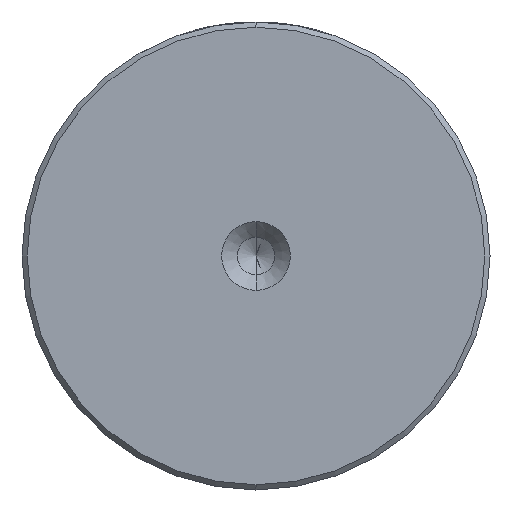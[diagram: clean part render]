
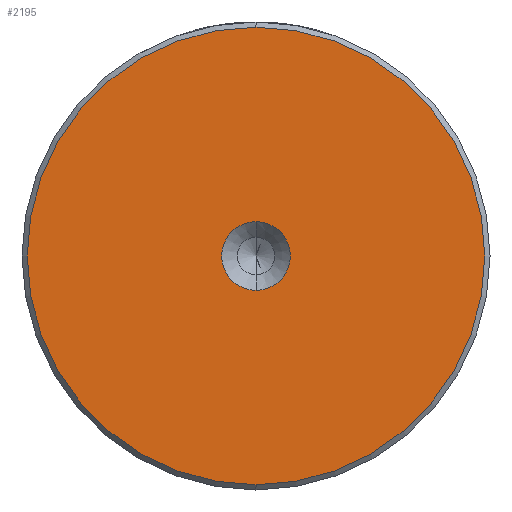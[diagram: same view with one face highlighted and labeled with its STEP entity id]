
A CAD part, left-side view. The second image highlights one B-rep face of the part: STEP entity #2195.
In plain terms, the highlighted planar face has unit normal (-1, 0, 0).
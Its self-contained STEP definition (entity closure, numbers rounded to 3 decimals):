
#5 = DIRECTION ( 'NONE',  ( 0., 0., 1. ) ) ;
#17 = DIRECTION ( 'NONE',  ( -1., 0., 0. ) ) ;
#75 = EDGE_LOOP ( 'NONE', ( #1512, #715 ) ) ;
#138 = AXIS2_PLACEMENT_3D ( 'NONE', #1176, #1156, #941 ) ;
#211 = DIRECTION ( 'NONE',  ( -1., 0., 0. ) ) ;
#327 = VERTEX_POINT ( 'NONE', #2833 ) ;
#333 = CARTESIAN_POINT ( 'NONE',  ( 0., 0., 0. ) ) ;
#522 = CIRCLE ( 'NONE', #138, 22. ) ;
#554 = EDGE_CURVE ( 'NONE', #1034, #1218, #522, .T. ) ;
#564 = DIRECTION ( 'NONE',  ( 0., 0., 1. ) ) ;
#715 = ORIENTED_EDGE ( 'NONE', *, *, #2576, .T. ) ;
#786 = CIRCLE ( 'NONE', #1610, 3.3 ) ;
#843 = AXIS2_PLACEMENT_3D ( 'NONE', #2788, #17, #1619 ) ;
#941 = DIRECTION ( 'NONE',  ( 0., 0., 1. ) ) ;
#1034 = VERTEX_POINT ( 'NONE', #1522 ) ;
#1121 = CARTESIAN_POINT ( 'NONE',  ( 0., 0., 3.3 ) ) ;
#1156 = DIRECTION ( 'NONE',  ( -1., 0., 0. ) ) ;
#1176 = CARTESIAN_POINT ( 'NONE',  ( 0., 0., 0. ) ) ;
#1218 = VERTEX_POINT ( 'NONE', #1416 ) ;
#1374 = DIRECTION ( 'NONE',  ( -1., 0., 0. ) ) ;
#1416 = CARTESIAN_POINT ( 'NONE',  ( 0., 0., 22. ) ) ;
#1512 = ORIENTED_EDGE ( 'NONE', *, *, #554, .T. ) ;
#1522 = CARTESIAN_POINT ( 'NONE',  ( 0., 0., -22. ) ) ;
#1533 = FACE_BOUND ( 'NONE', #1944, .T. ) ;
#1581 = CARTESIAN_POINT ( 'NONE',  ( 0., 0., 0. ) ) ;
#1606 = FACE_OUTER_BOUND ( 'NONE', #75, .T. ) ;
#1610 = AXIS2_PLACEMENT_3D ( 'NONE', #2764, #1374, #5 ) ;
#1619 = DIRECTION ( 'NONE',  ( 0., 0., 1. ) ) ;
#1797 = VERTEX_POINT ( 'NONE', #1121 ) ;
#1804 = ORIENTED_EDGE ( 'NONE', *, *, #2147, .F. ) ;
#1816 = DIRECTION ( 'NONE',  ( 0., 0., 1. ) ) ;
#1896 = CIRCLE ( 'NONE', #2800, 22. ) ;
#1940 = DIRECTION ( 'NONE',  ( -1., 0., 0. ) ) ;
#1944 = EDGE_LOOP ( 'NONE', ( #1804, #1980 ) ) ;
#1980 = ORIENTED_EDGE ( 'NONE', *, *, #2314, .F. ) ;
#2147 = EDGE_CURVE ( 'NONE', #1797, #327, #2304, .T. ) ;
#2195 = ADVANCED_FACE ( 'NONE', ( #1606, #1533 ), #2757, .T. ) ;
#2304 = CIRCLE ( 'NONE', #2933, 3.3 ) ;
#2314 = EDGE_CURVE ( 'NONE', #327, #1797, #786, .T. ) ;
#2576 = EDGE_CURVE ( 'NONE', #1218, #1034, #1896, .T. ) ;
#2757 = PLANE ( 'NONE',  #843 ) ;
#2764 = CARTESIAN_POINT ( 'NONE',  ( 0., 0., 0. ) ) ;
#2788 = CARTESIAN_POINT ( 'NONE',  ( 0., 0., 0. ) ) ;
#2800 = AXIS2_PLACEMENT_3D ( 'NONE', #333, #1940, #564 ) ;
#2833 = CARTESIAN_POINT ( 'NONE',  ( 0., 0., -3.3 ) ) ;
#2933 = AXIS2_PLACEMENT_3D ( 'NONE', #1581, #211, #1816 ) ;
